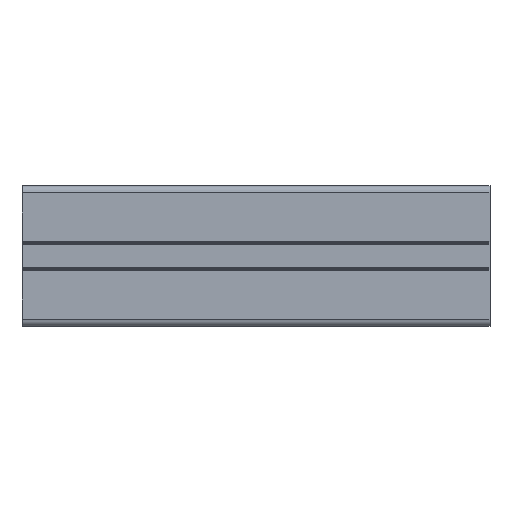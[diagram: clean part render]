
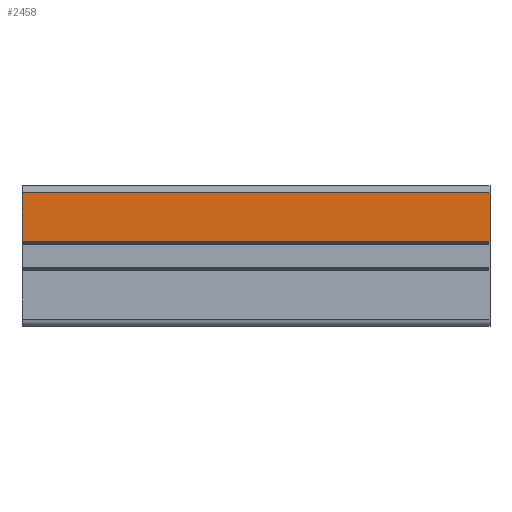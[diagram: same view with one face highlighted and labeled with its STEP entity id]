
A CAD part, left-side view. The second image highlights one B-rep face of the part: STEP entity #2458.
In plain terms, the highlighted planar face has unit normal (-1, 0, 0).
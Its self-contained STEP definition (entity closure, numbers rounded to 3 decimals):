
#2 = DIRECTION ( 'NONE',  ( 0., 0., 1. ) ) ;
#250 = LINE ( 'NONE', #529, #6378 ) ;
#333 = ORIENTED_EDGE ( 'NONE', *, *, #4347, .F. ) ;
#445 = VERTEX_POINT ( 'NONE', #2399 ) ;
#522 = DIRECTION ( 'NONE',  ( 0., -1., 0. ) ) ;
#529 = CARTESIAN_POINT ( 'NONE',  ( -30., 200., 0. ) ) ;
#561 = EDGE_CURVE ( 'NONE', #1896, #1854, #6284, .T. ) ;
#1137 = VECTOR ( 'NONE', #1345, 1000. ) ;
#1275 = CARTESIAN_POINT ( 'NONE',  ( -30., 0., 27. ) ) ;
#1345 = DIRECTION ( 'NONE',  ( 0., -1., 0. ) ) ;
#1374 = VECTOR ( 'NONE', #5044, 1000. ) ;
#1854 = VERTEX_POINT ( 'NONE', #8269 ) ;
#1876 = CARTESIAN_POINT ( 'NONE',  ( -30., 0., 6.3 ) ) ;
#1896 = VERTEX_POINT ( 'NONE', #7629 ) ;
#2051 = ORIENTED_EDGE ( 'NONE', *, *, #3009, .F. ) ;
#2399 = CARTESIAN_POINT ( 'NONE',  ( -30., 200., 6.3 ) ) ;
#2458 = ADVANCED_FACE ( 'NONE', ( #7154 ), #4561, .T. ) ;
#2725 = AXIS2_PLACEMENT_3D ( 'NONE', #7051, #7677, #2 ) ;
#2849 = VERTEX_POINT ( 'NONE', #6250 ) ;
#3009 = EDGE_CURVE ( 'NONE', #2849, #1854, #7147, .T. ) ;
#3097 = CARTESIAN_POINT ( 'NONE',  ( -30., 0., 6.3 ) ) ;
#3514 = EDGE_CURVE ( 'NONE', #445, #1896, #4438, .T. ) ;
#4347 = EDGE_CURVE ( 'NONE', #445, #2849, #250, .T. ) ;
#4438 = LINE ( 'NONE', #1876, #5327 ) ;
#4561 = PLANE ( 'NONE',  #2725 ) ;
#5028 = DIRECTION ( 'NONE',  ( 0., 0., 1. ) ) ;
#5044 = DIRECTION ( 'NONE',  ( 0., 0., 1. ) ) ;
#5255 = ORIENTED_EDGE ( 'NONE', *, *, #3514, .T. ) ;
#5327 = VECTOR ( 'NONE', #522, 1000. ) ;
#6168 = EDGE_LOOP ( 'NONE', ( #6289, #2051, #333, #5255 ) ) ;
#6250 = CARTESIAN_POINT ( 'NONE',  ( -30., 200., 27. ) ) ;
#6284 = LINE ( 'NONE', #3097, #1374 ) ;
#6289 = ORIENTED_EDGE ( 'NONE', *, *, #561, .T. ) ;
#6378 = VECTOR ( 'NONE', #5028, 1000. ) ;
#7051 = CARTESIAN_POINT ( 'NONE',  ( -30., 0., 6.3 ) ) ;
#7147 = LINE ( 'NONE', #1275, #1137 ) ;
#7154 = FACE_OUTER_BOUND ( 'NONE', #6168, .T. ) ;
#7629 = CARTESIAN_POINT ( 'NONE',  ( -30., 0., 6.3 ) ) ;
#7677 = DIRECTION ( 'NONE',  ( -1., 0., 0. ) ) ;
#8269 = CARTESIAN_POINT ( 'NONE',  ( -30., 0., 27. ) ) ;
